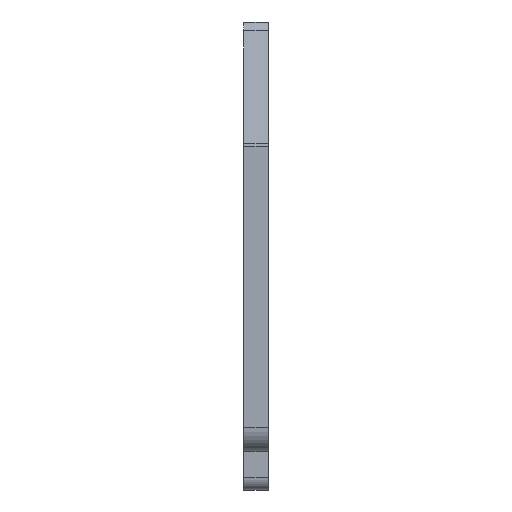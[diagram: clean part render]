
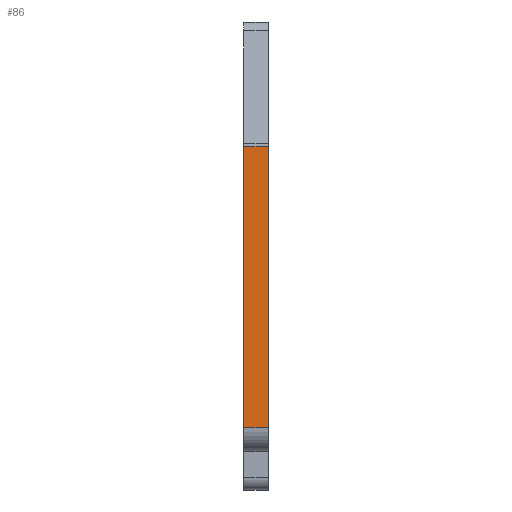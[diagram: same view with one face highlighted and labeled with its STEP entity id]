
A CAD part, front view. The second image highlights one B-rep face of the part: STEP entity #86.
In plain terms, the highlighted planar face has unit normal (0, -1, 0).
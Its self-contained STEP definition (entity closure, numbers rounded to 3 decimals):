
#86=ADVANCED_FACE('',(#171),#172,.T.);
#171=FACE_OUTER_BOUND('',#259,.T.);
#172=PLANE('',#260);
#259=EDGE_LOOP('',(#585,#586,#587,#588));
#260=AXIS2_PLACEMENT_3D('',#589,#590,#591);
#585=ORIENTED_EDGE('',*,*,#771,.F.);
#586=ORIENTED_EDGE('',*,*,#772,.T.);
#587=ORIENTED_EDGE('',*,*,#773,.F.);
#588=ORIENTED_EDGE('',*,*,#689,.T.);
#589=CARTESIAN_POINT('',(1.,-69.223,34.195));
#590=DIRECTION('',(0.,-1.0,0.));
#591=DIRECTION('',(1.0,0.0,0.));
#689=EDGE_CURVE('',#854,#852,#855,.T.);
#771=EDGE_CURVE('',#977,#852,#979,.T.);
#772=EDGE_CURVE('',#977,#980,#981,.T.);
#773=EDGE_CURVE('',#854,#980,#982,.T.);
#852=VERTEX_POINT('',#1088);
#854=VERTEX_POINT('',#1090);
#855=LINE('',#1091,#1092);
#977=VERTEX_POINT('',#1289);
#979=LINE('',#1291,#1292);
#980=VERTEX_POINT('',#1293);
#981=LINE('',#1294,#1295);
#982=LINE('',#1296,#1297);
#1088=CARTESIAN_POINT('',(0.9,-69.223,34.195));
#1090=CARTESIAN_POINT('',(0.9,-69.223,10.79));
#1091=CARTESIAN_POINT('',(0.9,-69.223,10.79));
#1092=VECTOR('',#1375,23.405);
#1289=CARTESIAN_POINT('',(-1.1,-69.223,34.195));
#1291=CARTESIAN_POINT('',(-1.1,-69.223,34.195));
#1292=VECTOR('',#1491,2.0);
#1293=CARTESIAN_POINT('',(-1.1,-69.223,10.79));
#1294=CARTESIAN_POINT('',(-1.1,-69.223,34.195));
#1295=VECTOR('',#1492,23.405);
#1296=CARTESIAN_POINT('',(0.9,-69.223,10.79));
#1297=VECTOR('',#1493,2.0);
#1375=DIRECTION('',(0.,0.,1.0));
#1491=DIRECTION('',(1.0,0.0,0.));
#1492=DIRECTION('',(0.,0.,-1.0));
#1493=DIRECTION('',(-1.0,0.0,0.));
